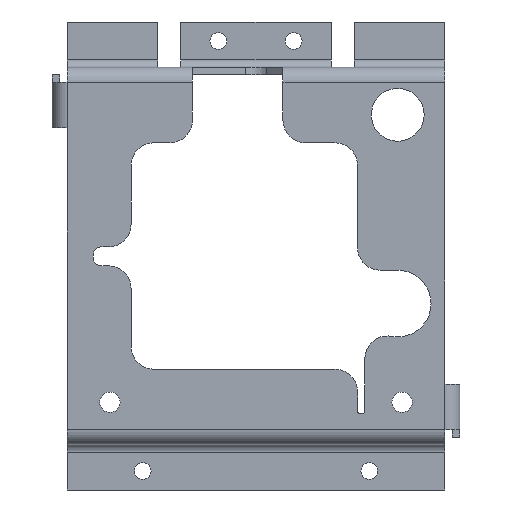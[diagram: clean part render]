
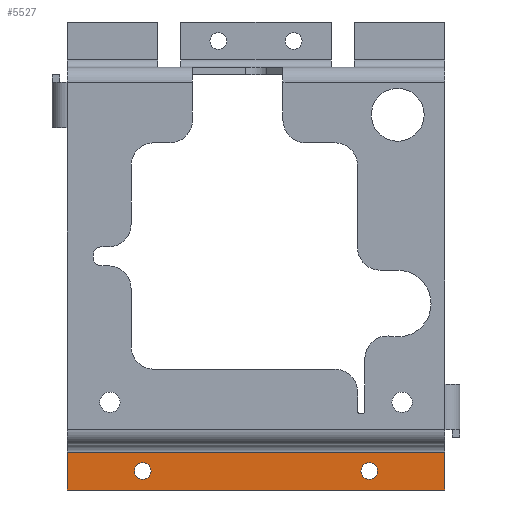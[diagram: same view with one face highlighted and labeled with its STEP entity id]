
A CAD part, left-side view. The second image highlights one B-rep face of the part: STEP entity #5527.
In plain terms, the highlighted planar face has unit normal (-1, 0, 0).
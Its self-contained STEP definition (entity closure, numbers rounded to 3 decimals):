
#1869=DIRECTION('',(0.,-1.,0.));
#1870=VECTOR('',#1869,50.);
#1871=CARTESIAN_POINT('',(23.75,25.,-1.));
#1872=LINE('',#1871,#1870);
#1887=DIRECTION('',(0.,0.,-1.));
#1888=VECTOR('',#1887,5.);
#1889=CARTESIAN_POINT('',(23.75,-25.,-1.));
#1890=LINE('',#1889,#1888);
#1891=DIRECTION('',(0.,1.,0.));
#1892=VECTOR('',#1891,50.);
#1893=CARTESIAN_POINT('',(23.75,-25.,-6.));
#1894=LINE('',#1893,#1892);
#1895=DIRECTION('',(0.,0.,1.));
#1896=VECTOR('',#1895,5.);
#1897=CARTESIAN_POINT('',(23.75,25.,-6.));
#1898=LINE('',#1897,#1896);
#1899=CARTESIAN_POINT('',(23.75,15.,-3.5));
#1900=DIRECTION('',(-1.,0.,0.));
#1901=DIRECTION('',(0.,1.,0.));
#1902=AXIS2_PLACEMENT_3D('',#1899,#1900,#1901);
#1904=CARTESIAN_POINT('',(23.75,15.,-3.5));
#1905=DIRECTION('',(-1.,0.,0.));
#1906=DIRECTION('',(0.,-1.,0.));
#1907=AXIS2_PLACEMENT_3D('',#1904,#1905,#1906);
#1909=CARTESIAN_POINT('',(23.75,-15.,-3.5));
#1910=DIRECTION('',(-1.,0.,0.));
#1911=DIRECTION('',(0.,1.,0.));
#1912=AXIS2_PLACEMENT_3D('',#1909,#1910,#1911);
#1914=CARTESIAN_POINT('',(23.75,-15.,-3.5));
#1915=DIRECTION('',(-1.,0.,0.));
#1916=DIRECTION('',(0.,-1.,0.));
#1917=AXIS2_PLACEMENT_3D('',#1914,#1915,#1916);
#2275=CARTESIAN_POINT('',(23.75,-25.,-1.));
#2276=CARTESIAN_POINT('',(23.75,-25.,-6.));
#2277=VERTEX_POINT('',#2275);
#2278=VERTEX_POINT('',#2276);
#2279=CARTESIAN_POINT('',(23.75,25.,-6.));
#2280=VERTEX_POINT('',#2279);
#2281=CARTESIAN_POINT('',(23.75,25.,-1.));
#2282=VERTEX_POINT('',#2281);
#2415=CARTESIAN_POINT('',(23.75,16.1,-3.5));
#2416=VERTEX_POINT('',#2415);
#2417=CARTESIAN_POINT('',(23.75,13.9,-3.5));
#2418=VERTEX_POINT('',#2417);
#2423=CARTESIAN_POINT('',(23.75,-13.9,-3.5));
#2424=VERTEX_POINT('',#2423);
#2425=CARTESIAN_POINT('',(23.75,-16.1,-3.5));
#2426=VERTEX_POINT('',#2425);
#5504=CARTESIAN_POINT('',(23.75,-25.,1.));
#5505=DIRECTION('',(1.,0.,0.));
#5506=DIRECTION('',(0.,-1.,0.));
#5507=AXIS2_PLACEMENT_3D('',#5504,#5505,#5506);
#5508=PLANE('',#5507);
#5509=ORIENTED_EDGE('',*,*,#5349,.T.);
#5510=ORIENTED_EDGE('',*,*,#5363,.T.);
#5511=ORIENTED_EDGE('',*,*,#5377,.T.);
#5512=ORIENTED_EDGE('',*,*,#5496,.T.);
#5513=EDGE_LOOP('',(#5509,#5510,#5511,#5512));
#5514=FACE_OUTER_BOUND('',#5513,.F.);
#5516=ORIENTED_EDGE('',*,*,#5515,.T.);
#5518=ORIENTED_EDGE('',*,*,#5517,.T.);
#5519=EDGE_LOOP('',(#5516,#5518));
#5520=FACE_BOUND('',#5519,.F.);
#5522=ORIENTED_EDGE('',*,*,#5521,.T.);
#5524=ORIENTED_EDGE('',*,*,#5523,.T.);
#5525=EDGE_LOOP('',(#5522,#5524));
#5526=FACE_BOUND('',#5525,.F.);
#5527=ADVANCED_FACE('',(#5514,#5520,#5526),#5508,.F.);
#1903=CIRCLE('',#1902,1.1);
#1908=CIRCLE('',#1907,1.1);
#1913=CIRCLE('',#1912,1.1);
#1918=CIRCLE('',#1917,1.1);
#5349=EDGE_CURVE('',#2277,#2278,#1890,.T.);
#5363=EDGE_CURVE('',#2278,#2280,#1894,.T.);
#5377=EDGE_CURVE('',#2280,#2282,#1898,.T.);
#5496=EDGE_CURVE('',#2282,#2277,#1872,.T.);
#5515=EDGE_CURVE('',#2416,#2418,#1903,.T.);
#5517=EDGE_CURVE('',#2418,#2416,#1908,.T.);
#5521=EDGE_CURVE('',#2424,#2426,#1913,.T.);
#5523=EDGE_CURVE('',#2426,#2424,#1918,.T.);
